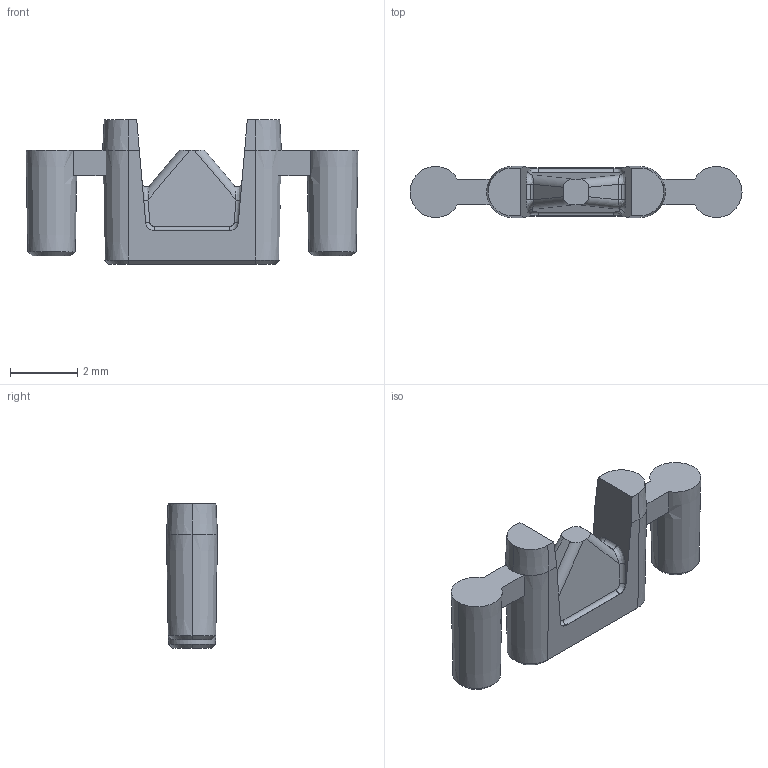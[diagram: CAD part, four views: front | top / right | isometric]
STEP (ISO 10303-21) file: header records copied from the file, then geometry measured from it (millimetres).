
FILE_DESCRIPTION (( 'STEP AP214' ), '1' );
FILE_NAME ('FD_1842310-A_Light-Pipe.STEP', '2020-08-13T21:59:53', ( '' ), ( '' ), 'SwSTEP 2.0', 'SolidWorks 2018', '' );
FILE_SCHEMA (( 'AUTOMOTIVE_DESIGN' ));
Length unit declared in the file: inch
Products named in the file (1): FD_1842310-A_Light-Pipe
Bounding box: 9.91 x 1.52 x 4.32 mm (x, y, z)
Volume: 33.6 mm3; surface area: 100.5 mm2
Topology: 1 solids, 1 shells, 74 faces, 184 edges, 112 vertices
Faces by surface type: plane 30, cylinder 18, cone 18, bspline 8
Entity records: 2370 total; most frequent: CARTESIAN_POINT 651, ORIENTED_EDGE 368, DIRECTION 344, EDGE_CURVE 184, AXIS2_PLACEMENT_3D 125, VERTEX_POINT 112, LINE 94, VECTOR 94
